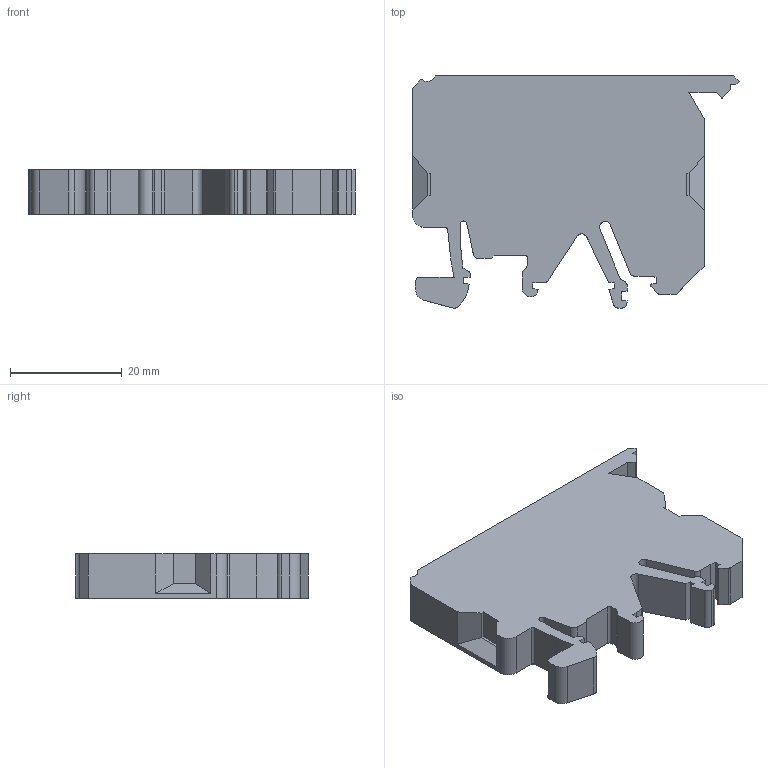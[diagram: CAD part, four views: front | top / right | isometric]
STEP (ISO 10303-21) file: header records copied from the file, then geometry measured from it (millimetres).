
FILE_DESCRIPTION((''),'2;1');
FILE_NAME('PRT0001','2021-10-27T',('Administrator'),(''),'PRO/ENGINEER BY PARAMETRIC TECHNOLOGY CORPORATION, 2013230','PRO/ENGINEER BY PARAMETRIC TECHNOLOGY CORPORATION, 2013230','');
FILE_SCHEMA(('AUTOMOTIVE_DESIGN { 1 0 10303 214 1 1 1 1 }'));
Length unit declared in the file: millimetre
Products named in the file (1): PRT0001
Bounding box: 58.5 x 41.6 x 8 mm (x, y, z)
Volume: 14068.1 mm3; surface area: 5915.3 mm2
Topology: 1 solids, 1 shells, 97 faces, 281 edges, 186 vertices
Faces by surface type: plane 71, cylinder 26
Entity records: 3246 total; most frequent: CARTESIAN_POINT 566, ORIENTED_EDGE 562, DIRECTION 527, EDGE_CURVE 281, VECTOR 229, LINE 229, VERTEX_POINT 186, AXIS2_PLACEMENT_3D 149
